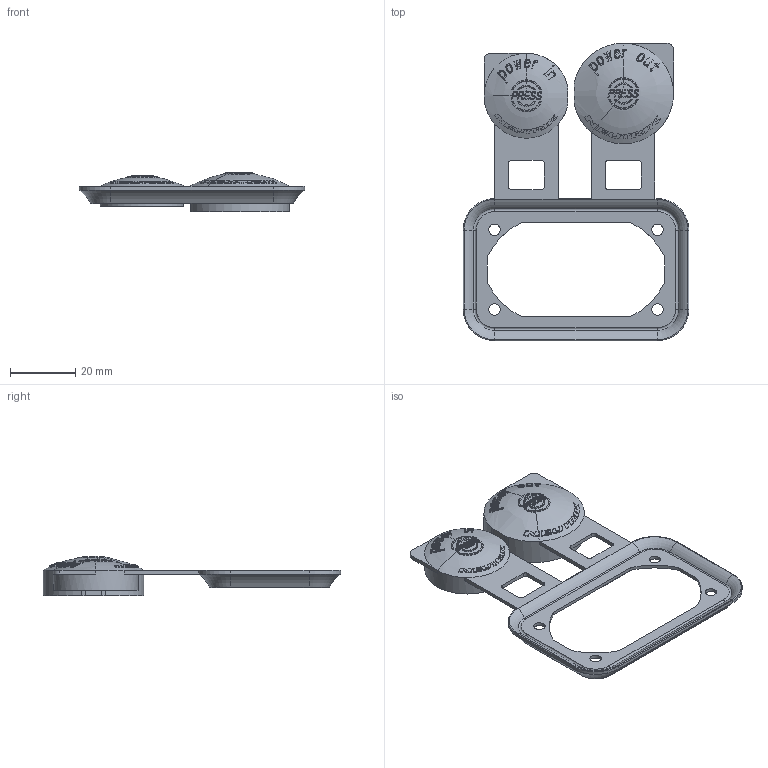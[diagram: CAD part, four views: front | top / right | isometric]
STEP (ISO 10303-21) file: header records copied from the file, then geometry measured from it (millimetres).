
FILE_DESCRIPTION((''),'2;1');
FILE_NAME('30009915_ASM','2022-08-25T12:05:52',('elias.feurle'),(''),'CREO PARAMETRIC BY PTC INC, 2021184','CREO PARAMETRIC BY PTC INC, 2021184','');
FILE_SCHEMA(('AUTOMOTIVE_DESIGN { 1 0 10303 214 1 1 1 1 }'));
Length unit declared in the file: millimetre
Products named in the file (2): 91220861_AF0; 30009915_ASM
Assembly tree (1 placements, depth 2):
  30009915_ASM
    91220861_AF0
Bounding box: 69.2 x 91.2 x 12.2 mm (x, y, z)
Volume: 6217.1 mm3; surface area: 10999.9 mm2
Topology: 1 solids, 1 shells, 1211 faces, 3380 edges, 2212 vertices
Faces by surface type: plane 854, extrusion 141, cylinder 80, sphere 75, torus 36, cone 25
Entity records: 41482 total; most frequent: CARTESIAN_POINT 8957, DIRECTION 7186, ORIENTED_EDGE 6744, EDGE_CURVE 3372, AXIS2_PLACEMENT_3D 2956, VERTEX_POINT 2212, CIRCLE 1883, VECTOR 1274
